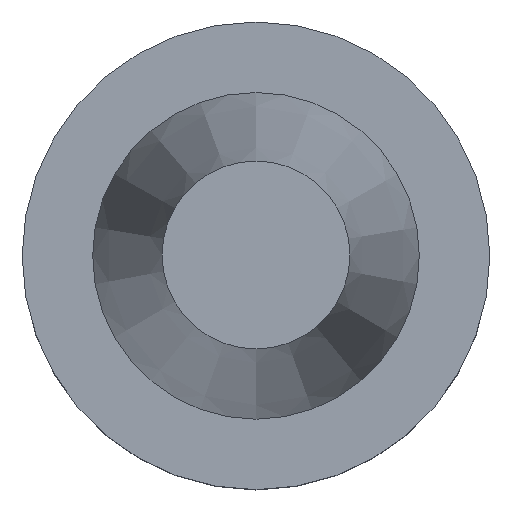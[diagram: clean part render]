
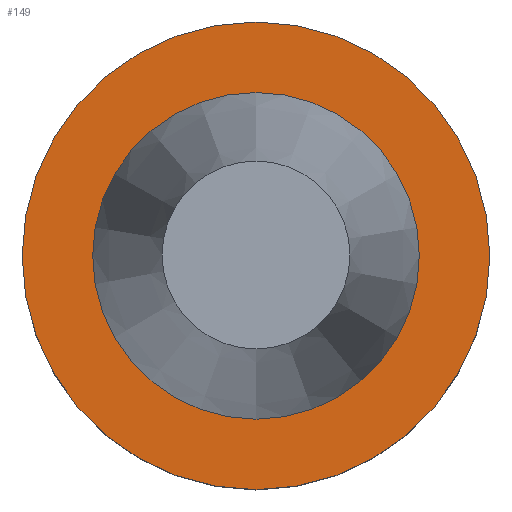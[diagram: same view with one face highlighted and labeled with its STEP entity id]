
A CAD part, top view. The second image highlights one B-rep face of the part: STEP entity #149.
In plain terms, the highlighted planar face has unit normal (0, 0, 1).
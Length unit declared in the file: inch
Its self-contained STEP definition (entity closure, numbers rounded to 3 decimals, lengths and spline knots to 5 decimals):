
#92=EDGE_CURVE('Unnamed[1]',#228,#228,#229,.T.);
#149=ADVANCED_FACE('Unnamed[1]',(#313,#314),#315,.T.);
#175=EDGE_CURVE('Unnamed[1]',#354,#354,#355,.T.);
#228=VERTEX_POINT('',#411);
#229=CIRCLE('',#412,50.0);
#313=FACE_BOUND('',#516,.T.);
#314=FACE_OUTER_BOUND('',#517,.T.);
#315=PLANE('',#518);
#354=VERTEX_POINT('',#567);
#355=CIRCLE('',#568,34.925);
#411=CARTESIAN_POINT('',(0.,50.0,-1.5));
#412=AXIS2_PLACEMENT_3D('',#610,#611,#612);
#516=EDGE_LOOP('',(#701));
#517=EDGE_LOOP('',(#702));
#518=AXIS2_PLACEMENT_3D('',#703,#704,#705);
#567=CARTESIAN_POINT('',(0.,34.925,-1.5));
#568=AXIS2_PLACEMENT_3D('',#749,#750,#751);
#610=CARTESIAN_POINT('',(0.,0.,-1.5));
#611=DIRECTION('',(0.,0.,1.0));
#612=DIRECTION('',(0.,1.0,0.));
#701=ORIENTED_EDGE('',*,*,#175,.F.);
#702=ORIENTED_EDGE('',*,*,#92,.T.);
#703=CARTESIAN_POINT('',(0.,42.4625,-1.5));
#704=DIRECTION('',(0.,0.,1.0));
#705=DIRECTION('',(0.,1.0,0.));
#749=CARTESIAN_POINT('',(0.,0.,-1.5));
#750=DIRECTION('',(0.,0.,1.0));
#751=DIRECTION('',(0.,1.0,0.));
